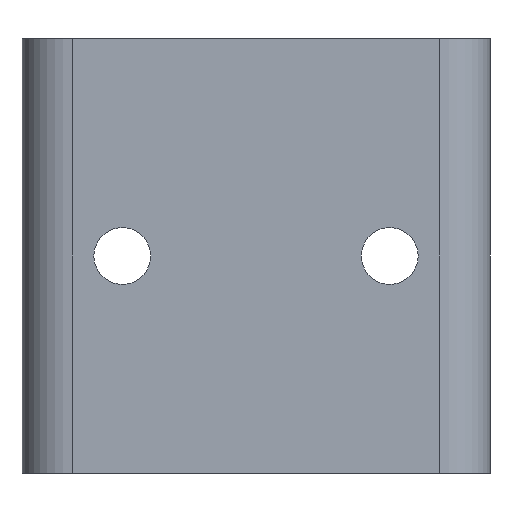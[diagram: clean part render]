
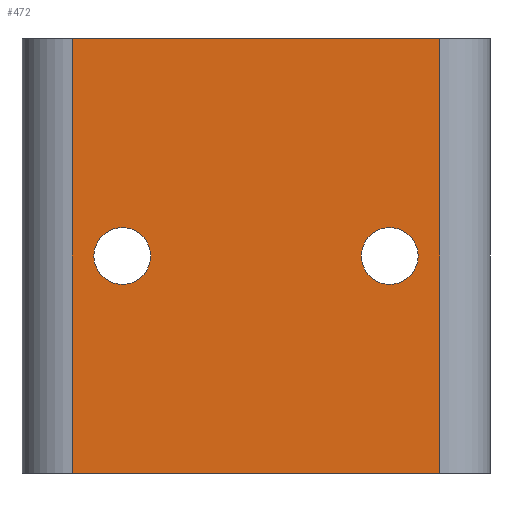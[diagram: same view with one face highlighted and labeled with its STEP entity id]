
A CAD part, front view. The second image highlights one B-rep face of the part: STEP entity #472.
In plain terms, the highlighted planar face has unit normal (0, -1, 0).
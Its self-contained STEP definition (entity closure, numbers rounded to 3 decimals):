
#48 = LINE ( 'NONE', #395, #809 ) ;
#61 = ORIENTED_EDGE ( 'NONE', *, *, #655, .T. ) ;
#78 = DIRECTION ( 'NONE',  ( 0., 0., 1. ) ) ;
#89 = EDGE_LOOP ( 'NONE', ( #301, #675 ) ) ;
#93 = CARTESIAN_POINT ( 'NONE',  ( 22., 0., 11.3 ) ) ;
#136 = PLANE ( 'NONE',  #1040 ) ;
#145 = FACE_BOUND ( 'NONE', #89, .T. ) ;
#150 = CARTESIAN_POINT ( 'NONE',  ( 3., 0., 0. ) ) ;
#151 = CARTESIAN_POINT ( 'NONE',  ( 22., 0., 13. ) ) ;
#153 = CARTESIAN_POINT ( 'NONE',  ( 6., 0., 14.7 ) ) ;
#159 = EDGE_CURVE ( 'NONE', #599, #1141, #1058, .T. ) ;
#166 = EDGE_CURVE ( 'NONE', #871, #996, #976, .T. ) ;
#225 = DIRECTION ( 'NONE',  ( 0., 1., 0. ) ) ;
#230 = AXIS2_PLACEMENT_3D ( 'NONE', #719, #1001, #612 ) ;
#235 = DIRECTION ( 'NONE',  ( 0., 0., 1. ) ) ;
#242 = CARTESIAN_POINT ( 'NONE',  ( 6., 0., 11.3 ) ) ;
#249 = DIRECTION ( 'NONE',  ( 0., 1., 0. ) ) ;
#301 = ORIENTED_EDGE ( 'NONE', *, *, #889, .T. ) ;
#303 = VECTOR ( 'NONE', #439, 1000. ) ;
#328 = CARTESIAN_POINT ( 'NONE',  ( 25., 0., 0. ) ) ;
#353 = LINE ( 'NONE', #606, #1288 ) ;
#395 = CARTESIAN_POINT ( 'NONE',  ( 0., 0., 26. ) ) ;
#429 = CARTESIAN_POINT ( 'NONE',  ( 3., 0., 26. ) ) ;
#435 = DIRECTION ( 'NONE',  ( 0., 1., 0. ) ) ;
#439 = DIRECTION ( 'NONE',  ( 0., 0., -1. ) ) ;
#472 = ADVANCED_FACE ( 'NONE', ( #145, #623, #584 ), #136, .F. ) ;
#478 = DIRECTION ( 'NONE',  ( 0., 0., -1. ) ) ;
#490 = CARTESIAN_POINT ( 'NONE',  ( 6., 0., 13. ) ) ;
#504 = ORIENTED_EDGE ( 'NONE', *, *, #628, .F. ) ;
#518 = EDGE_CURVE ( 'NONE', #573, #570, #1130, .T. ) ;
#523 = ORIENTED_EDGE ( 'NONE', *, *, #166, .T. ) ;
#530 = EDGE_LOOP ( 'NONE', ( #916, #523, #504, #755 ) ) ;
#569 = VERTEX_POINT ( 'NONE', #429 ) ;
#570 = VERTEX_POINT ( 'NONE', #153 ) ;
#573 = VERTEX_POINT ( 'NONE', #242 ) ;
#583 = DIRECTION ( 'NONE',  ( 0., 1., 0. ) ) ;
#584 = FACE_OUTER_BOUND ( 'NONE', #530, .T. ) ;
#599 = VERTEX_POINT ( 'NONE', #93 ) ;
#606 = CARTESIAN_POINT ( 'NONE',  ( 0., 0., 0. ) ) ;
#612 = DIRECTION ( 'NONE',  ( 0., 0., 1. ) ) ;
#623 = FACE_BOUND ( 'NONE', #852, .T. ) ;
#628 = EDGE_CURVE ( 'NONE', #569, #996, #48, .T. ) ;
#655 = EDGE_CURVE ( 'NONE', #570, #573, #717, .T. ) ;
#675 = ORIENTED_EDGE ( 'NONE', *, *, #159, .T. ) ;
#677 = CIRCLE ( 'NONE', #945, 1.7 ) ;
#717 = CIRCLE ( 'NONE', #770, 1.7 ) ;
#719 = CARTESIAN_POINT ( 'NONE',  ( 6., 0., 13. ) ) ;
#755 = ORIENTED_EDGE ( 'NONE', *, *, #851, .T. ) ;
#760 = CARTESIAN_POINT ( 'NONE',  ( 25., 0., 26. ) ) ;
#770 = AXIS2_PLACEMENT_3D ( 'NONE', #490, #583, #78 ) ;
#809 = VECTOR ( 'NONE', #1106, 1000. ) ;
#828 = VECTOR ( 'NONE', #1056, 1000. ) ;
#849 = CARTESIAN_POINT ( 'NONE',  ( 0., 0., 26. ) ) ;
#851 = EDGE_CURVE ( 'NONE', #569, #1006, #1295, .T. ) ;
#852 = EDGE_LOOP ( 'NONE', ( #61, #1019 ) ) ;
#871 = VERTEX_POINT ( 'NONE', #328 ) ;
#889 = EDGE_CURVE ( 'NONE', #1141, #599, #677, .T. ) ;
#916 = ORIENTED_EDGE ( 'NONE', *, *, #1172, .T. ) ;
#945 = AXIS2_PLACEMENT_3D ( 'NONE', #1043, #435, #478 ) ;
#957 = DIRECTION ( 'NONE',  ( 0., 0., -1. ) ) ;
#971 = CARTESIAN_POINT ( 'NONE',  ( 25., 0., 26. ) ) ;
#976 = LINE ( 'NONE', #760, #828 ) ;
#996 = VERTEX_POINT ( 'NONE', #971 ) ;
#1001 = DIRECTION ( 'NONE',  ( 0., 1., 0. ) ) ;
#1006 = VERTEX_POINT ( 'NONE', #150 ) ;
#1019 = ORIENTED_EDGE ( 'NONE', *, *, #518, .T. ) ;
#1040 = AXIS2_PLACEMENT_3D ( 'NONE', #849, #225, #235 ) ;
#1043 = CARTESIAN_POINT ( 'NONE',  ( 22., 0., 13. ) ) ;
#1049 = CARTESIAN_POINT ( 'NONE',  ( 3., 0., 26. ) ) ;
#1056 = DIRECTION ( 'NONE',  ( 0., 0., 1. ) ) ;
#1058 = CIRCLE ( 'NONE', #1131, 1.7 ) ;
#1106 = DIRECTION ( 'NONE',  ( 1., 0., 0. ) ) ;
#1130 = CIRCLE ( 'NONE', #230, 1.7 ) ;
#1131 = AXIS2_PLACEMENT_3D ( 'NONE', #151, #249, #957 ) ;
#1141 = VERTEX_POINT ( 'NONE', #1198 ) ;
#1172 = EDGE_CURVE ( 'NONE', #1006, #871, #353, .T. ) ;
#1198 = CARTESIAN_POINT ( 'NONE',  ( 22., 0., 14.7 ) ) ;
#1288 = VECTOR ( 'NONE', #1303, 1000. ) ;
#1295 = LINE ( 'NONE', #1049, #303 ) ;
#1303 = DIRECTION ( 'NONE',  ( 1., 0., 0. ) ) ;
